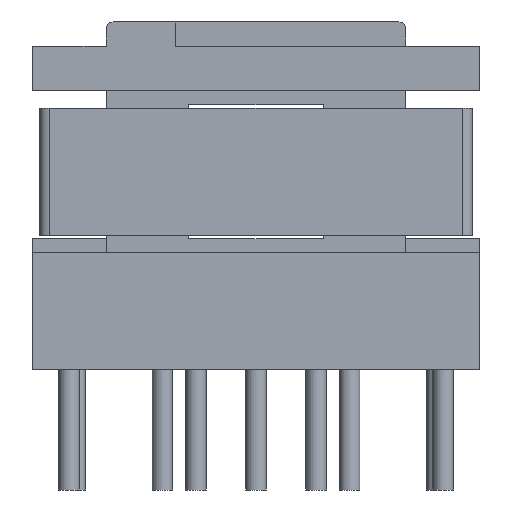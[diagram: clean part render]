
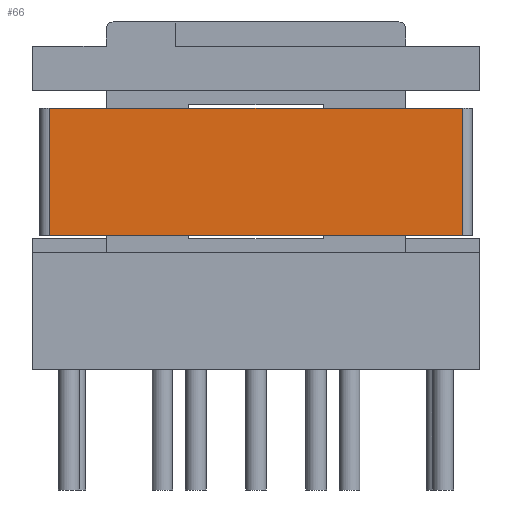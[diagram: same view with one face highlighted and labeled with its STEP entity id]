
A CAD part, front view. The second image highlights one B-rep face of the part: STEP entity #66.
In plain terms, the highlighted face is planar.
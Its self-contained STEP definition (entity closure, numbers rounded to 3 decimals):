
#66 = ADVANCED_FACE( '', ( #127 ), #128, .T. );
#127 = FACE_OUTER_BOUND( '', #193, .T. );
#128 = PLANE( '', #194 );
#193 = EDGE_LOOP( '', ( #382, #383, #384, #385 ) );
#194 = AXIS2_PLACEMENT_3D( '', #386, #387, #388 );
#382 = ORIENTED_EDGE( '', *, *, #759, .F. );
#383 = ORIENTED_EDGE( '', *, *, #760, .T. );
#384 = ORIENTED_EDGE( '', *, *, #761, .T. );
#385 = ORIENTED_EDGE( '', *, *, #757, .T. );
#386 = CARTESIAN_POINT( '', ( -6.3, 6.5, 1.85 ) );
#387 = DIRECTION( '', ( 0., 1., 0. ) );
#388 = DIRECTION( '', ( 0., 0., 1. ) );
#757 = EDGE_CURVE( '', #1065, #1069, #1071, .T. );
#759 = EDGE_CURVE( '', #1073, #1069, #1074, .T. );
#760 = EDGE_CURVE( '', #1073, #1075, #1076, .F. );
#761 = EDGE_CURVE( '', #1075, #1065, #1077, .T. );
#1065 = VERTEX_POINT( '', #2065 );
#1069 = VERTEX_POINT( '', #2070 );
#1071 = LINE( '', #2072, #2073 );
#1073 = VERTEX_POINT( '', #2075 );
#1074 = LINE( '', #2076, #2077 );
#1075 = VERTEX_POINT( '', #2078 );
#1076 = LINE( '', #2079, #2080 );
#1077 = LINE( '', #2081, #2082 );
#2065 = CARTESIAN_POINT( '', ( 6., 6.5, 1.85 ) );
#2070 = CARTESIAN_POINT( '', ( 6., 6.5, -1.85 ) );
#2072 = CARTESIAN_POINT( '', ( 6., 6.5, 1.85 ) );
#2073 = VECTOR( '', #2455, 1000. );
#2075 = CARTESIAN_POINT( '', ( -6., 6.5, -1.85 ) );
#2076 = CARTESIAN_POINT( '', ( -6.3, 6.5, -1.85 ) );
#2077 = VECTOR( '', #2456, 1000. );
#2078 = CARTESIAN_POINT( '', ( -6., 6.5, 1.85 ) );
#2079 = CARTESIAN_POINT( '', ( -6., 6.5, 1.85 ) );
#2080 = VECTOR( '', #2457, 1000. );
#2081 = CARTESIAN_POINT( '', ( -6.3, 6.5, 1.85 ) );
#2082 = VECTOR( '', #2458, 1000. );
#2455 = DIRECTION( '', ( 0., 0., -1. ) );
#2456 = DIRECTION( '', ( 1., 0., 0. ) );
#2457 = DIRECTION( '', ( 0., 0., -1. ) );
#2458 = DIRECTION( '', ( 1., 0., 0. ) );
